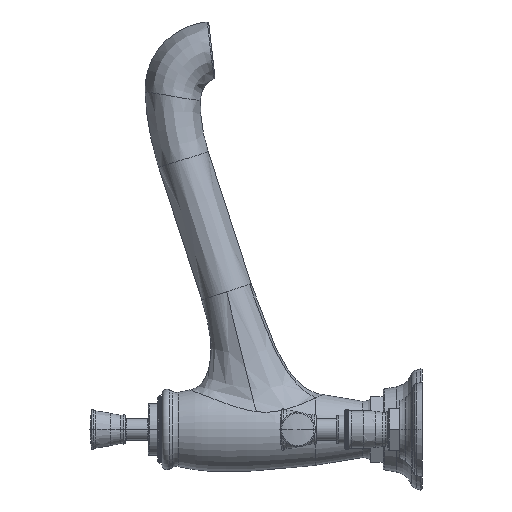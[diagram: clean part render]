
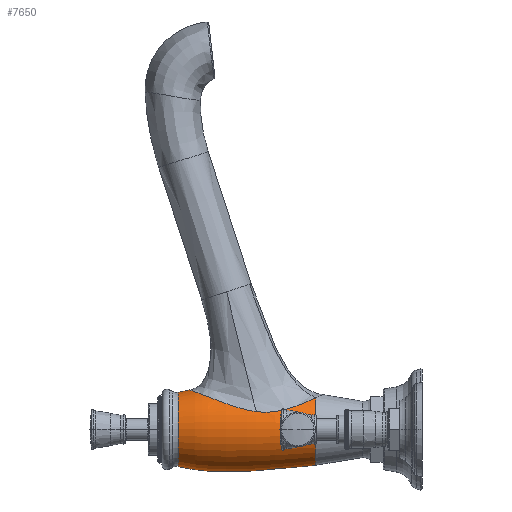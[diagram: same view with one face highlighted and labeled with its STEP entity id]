
A CAD part, left-side view. The second image highlights one B-rep face of the part: STEP entity #7650.
In plain terms, the highlighted face is a revolution surface.
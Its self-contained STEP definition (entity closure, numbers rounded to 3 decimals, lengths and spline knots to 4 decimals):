
#3583=CARTESIAN_POINT('',(0.,5.8576,0.));
#3584=DIRECTION('',(0.,1.,0.));
#3585=DIRECTION('',(0.,0.,-1.));
#3586=AXIS2_PLACEMENT_3D('',#3583,#3584,#3585);
#3588=CARTESIAN_POINT('',(0.,2.558,0.));
#3589=DIRECTION('',(0.,-1.,0.));
#3590=DIRECTION('',(-0.472,0.,0.881));
#3591=AXIS2_PLACEMENT_3D('',#3588,#3589,#3590);
#3593=CARTESIAN_POINT('',(0.,2.558,-0.8618));
#3594=CARTESIAN_POINT('',(0.,2.7809,-0.8886));
#3595=CARTESIAN_POINT('',(0.,3.5488,-0.9766));
#3596=CARTESIAN_POINT('',(0.,4.6542,-1.0465));
#3597=CARTESIAN_POINT('',(0.,5.525,-0.9775));
#3598=CARTESIAN_POINT('',(0.,5.8576,-0.8917));
#3600=CARTESIAN_POINT('',(0.,5.8576,0.8917));
#3601=CARTESIAN_POINT('',(0.,5.7667,0.9152));
#3602=CARTESIAN_POINT('',(0.,5.6759,0.9342));
#3603=CARTESIAN_POINT('',(0.,5.5851,0.9496));
#3605=CARTESIAN_POINT('',(-0.9,3.9851,0.4275));
#3606=CARTESIAN_POINT('',(-0.9,3.9496,
0.4229));
#3607=CARTESIAN_POINT('',(-0.8987,3.8795,
0.416));
#3608=CARTESIAN_POINT('',(-0.8931,3.7788,
0.4122));
#3609=CARTESIAN_POINT('',(-0.8841,3.6802,
0.4146));
#3610=CARTESIAN_POINT('',(-0.8713,3.5799,
0.4231));
#3611=CARTESIAN_POINT('',(-0.8541,3.4765,
0.4383));
#3612=CARTESIAN_POINT('',(-0.8316,3.3694,
0.4601));
#3613=CARTESIAN_POINT('',(-0.8029,3.2584,
0.4887));
#3614=CARTESIAN_POINT('',(-0.7671,3.1448,
0.5233));
#3615=CARTESIAN_POINT('',(-0.7243,3.0322,
0.5621));
#3616=CARTESIAN_POINT('',(-0.6754,2.9245,
0.6027));
#3617=CARTESIAN_POINT('',(-0.6223,2.8267,
0.6421));
#3618=CARTESIAN_POINT('',(-0.5678,2.7416,
0.6779));
#3619=CARTESIAN_POINT('',(-0.5133,2.669,
0.7095));
#3620=CARTESIAN_POINT('',(-0.4596,2.6079,
0.7368));
#3621=CARTESIAN_POINT('',(-0.4243,2.5736,
0.7525));
#3622=CARTESIAN_POINT('',(-0.407,2.558,
0.7596));
#3629=CARTESIAN_POINT('',(0.,5.5851,0.9496));
#3634=CARTESIAN_POINT('',(0.,5.5851,0.9496));
#3635=CARTESIAN_POINT('',(-0.0146,5.5851,
0.9496));
#3636=CARTESIAN_POINT('',(-0.044,5.5838,
0.9491));
#3637=CARTESIAN_POINT('',(-0.0886,5.578,
0.947));
#3638=CARTESIAN_POINT('',(-0.1335,5.5681,
0.9434));
#3639=CARTESIAN_POINT('',(-0.1791,5.5538,
0.9382));
#3640=CARTESIAN_POINT('',(-0.2255,5.5349,
0.9312));
#3641=CARTESIAN_POINT('',(-0.273,5.5106,
0.9223));
#3642=CARTESIAN_POINT('',(-0.3216,5.4805,
0.9112));
#3643=CARTESIAN_POINT('',(-0.3713,5.4437,
0.8975));
#3644=CARTESIAN_POINT('',(-0.4222,5.3993,
0.8809));
#3645=CARTESIAN_POINT('',(-0.4743,5.3464,
0.861));
#3646=CARTESIAN_POINT('',(-0.527,5.2838,
0.8373));
#3647=CARTESIAN_POINT('',(-0.5802,5.2104,
0.8092));
#3648=CARTESIAN_POINT('',(-0.6332,5.1247,
0.7763));
#3649=CARTESIAN_POINT('',(-0.6853,5.0254,
0.7381));
#3650=CARTESIAN_POINT('',(-0.7353,4.9117,
0.6947));
#3651=CARTESIAN_POINT('',(-0.7812,4.7846,
0.6473));
#3652=CARTESIAN_POINT('',(-0.8214,4.6455,
0.5976));
#3653=CARTESIAN_POINT('',(-0.8537,4.4994,
0.5488));
#3654=CARTESIAN_POINT('',(-0.8768,4.3553,
0.5052));
#3655=CARTESIAN_POINT('',(-0.8913,4.2195,
0.4698));
#3656=CARTESIAN_POINT('',(-0.8986,4.0964,
0.4439));
#3657=CARTESIAN_POINT('',(-0.9,4.0209,
0.4321));
#3658=CARTESIAN_POINT('',(-0.9,3.9851,0.4275));
#4981=VERTEX_POINT('',#3629);
#4984=VERTEX_POINT('',#3593);
#4985=VERTEX_POINT('',#3598);
#4986=VERTEX_POINT('',#3605);
#4987=VERTEX_POINT('',#3622);
#4988=VERTEX_POINT('',#3600);
#7626=CARTESIAN_POINT('',(0.,5.8576,-0.8917));
#7627=CARTESIAN_POINT('',(0.,5.525,-0.9775));
#7628=CARTESIAN_POINT('',(0.,4.6542,-1.0465));
#7629=CARTESIAN_POINT('',(0.,3.5488,-0.9766));
#7630=CARTESIAN_POINT('',(0.,2.7809,-0.8886));
#7631=CARTESIAN_POINT('',(0.,2.558,-0.8618));
#7633=CARTESIAN_POINT('',(0.,6.5192,0.));
#7634=DIRECTION('',(0.,-1.,0.));
#7635=AXIS1_PLACEMENT('',#7633,#7634);
#7636=SURFACE_OF_REVOLUTION('',#7632,#7635);
#7638=ORIENTED_EDGE('',*,*,#7637,.T.);
#7640=ORIENTED_EDGE('',*,*,#7639,.T.);
#7642=ORIENTED_EDGE('',*,*,#7641,.T.);
#7643=ORIENTED_EDGE('',*,*,#7621,.T.);
#7645=ORIENTED_EDGE('',*,*,#7644,.T.);
#7647=ORIENTED_EDGE('',*,*,#7646,.T.);
#7648=EDGE_LOOP('',(#7638,#7640,#7642,#7643,#7645,#7647));
#7649=FACE_OUTER_BOUND('',#7648,.F.);
#7650=ADVANCED_FACE('',(#7649),#7636,.T.);
#3587=CIRCLE('',#3586,0.8917);
#3592=CIRCLE('',#3591,0.8618);
#3599=B_SPLINE_CURVE_WITH_KNOTS('',3,(#3593,#3594,#3595,#3596,#3597,#3598),
.UNSPECIFIED.,.F.,.F.,(4,1,1,4),(0.,0.2027,0.6966,1.),
.UNSPECIFIED.);
#3604=B_SPLINE_CURVE_WITH_KNOTS('',3,(#3600,#3601,#3602,#3603),.UNSPECIFIED.,
.F.,.F.,(4,4),(0.,1.),.UNSPECIFIED.);
#3623=B_SPLINE_CURVE_WITH_KNOTS('',3,(#3605,#3606,#3607,#3608,#3609,#3610,#3611,
#3612,#3613,#3614,#3615,#3616,#3617,#3618,#3619,#3620,#3621,#3622),
.UNSPECIFIED.,.F.,.F.,(4,1,1,1,1,1,1,1,1,1,1,1,1,1,1,4),(0.,0.0667,
0.1333,0.2,0.2667,0.3333,0.4,
0.4667,0.5333,0.6,0.6667,0.7333,
0.8,0.8667,0.9333,1.),.UNSPECIFIED.);
#3659=B_SPLINE_CURVE_WITH_KNOTS('',3,(#3634,#3635,#3636,#3637,#3638,#3639,#3640,
#3641,#3642,#3643,#3644,#3645,#3646,#3647,#3648,#3649,#3650,#3651,#3652,#3653,
#3654,#3655,#3656,#3657,#3658),.UNSPECIFIED.,.F.,.F.,(4,1,1,1,1,1,1,1,1,1,1,1,1,
1,1,1,1,1,1,1,1,1,4),(0.,0.0455,0.0909,
0.1364,0.1818,0.2273,0.2727,
0.3182,0.3636,0.4091,0.4545,0.5,
0.5455,0.5909,0.6364,0.6818,
0.7273,0.7727,0.8182,0.8636,
0.9091,0.9545,1.),.UNSPECIFIED.);
#7621=EDGE_CURVE('',#4985,#4988,#3587,.T.);
#7632=B_SPLINE_CURVE_WITH_KNOTS('',3,(#7626,#7627,#7628,#7629,#7630,#7631),
.UNSPECIFIED.,.F.,.F.,(4,1,1,4),(0.,0.3034,0.7973,1.),
.UNSPECIFIED.);
#7637=EDGE_CURVE('',#4986,#4987,#3623,.T.);
#7639=EDGE_CURVE('',#4987,#4984,#3592,.T.);
#7641=EDGE_CURVE('',#4984,#4985,#3599,.T.);
#7644=EDGE_CURVE('',#4988,#4981,#3604,.T.);
#7646=EDGE_CURVE('',#4981,#4986,#3659,.T.);
